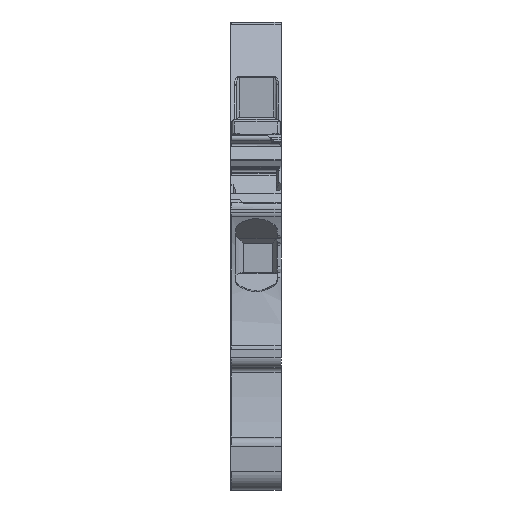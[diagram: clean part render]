
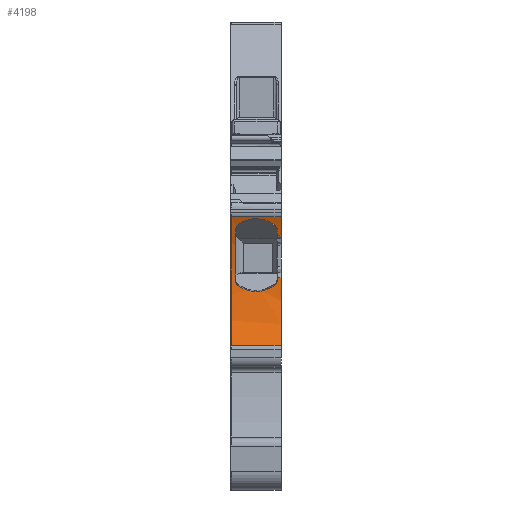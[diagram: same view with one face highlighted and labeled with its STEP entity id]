
A CAD part, front view. The second image highlights one B-rep face of the part: STEP entity #4198.
In plain terms, the highlighted cylindrical face has radius 15.97 mm (diameter 31.939 mm), a partial arc.
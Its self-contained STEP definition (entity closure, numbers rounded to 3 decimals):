
#4065=AXIS2_PLACEMENT_3D('Cylinder Axis2P3D',#4062,#4063,#4064) ;
#4069=AXIS2_PLACEMENT_3D('Circle Axis2P3D',#4067,#4068,$) ;
#4083=AXIS2_PLACEMENT_3D('Circle Axis2P3D',#4081,#4082,$) ;
#4097=AXIS2_PLACEMENT_3D('Circle Axis2P3D',#4095,#4096,$) ;
#4130=AXIS2_PLACEMENT_3D('Circle Axis2P3D',#4128,#4129,$) ;
#4163=AXIS2_PLACEMENT_3D('Circle Axis2P3D',#4161,#4162,$) ;
#4177=AXIS2_PLACEMENT_3D('Circle Axis2P3D',#4175,#4176,$) ;
#4036=CARTESIAN_POINT('Line Origine',(2.55,1.617,27.772)) ;
#4040=CARTESIAN_POINT('Vertex',(0.05,1.617,27.772)) ;
#4042=CARTESIAN_POINT('Vertex',(5.1,1.617,27.772)) ;
#4062=CARTESIAN_POINT('Axis2P3D Location',(2.55,-12.941,21.207)) ;
#4067=CARTESIAN_POINT('Axis2P3D Location',(0.05,-12.941,21.207)) ;
#4071=CARTESIAN_POINT('Vertex',(0.05,1.617,14.643)) ;
#4074=CARTESIAN_POINT('Line Origine',(2.55,1.617,14.643)) ;
#4078=CARTESIAN_POINT('Vertex',(5.1,1.617,14.643)) ;
#4081=CARTESIAN_POINT('Axis2P3D Location',(5.1,-12.941,21.207)) ;
#4085=CARTESIAN_POINT('Vertex',(5.1,3.025,21.559)) ;
#4088=CARTESIAN_POINT('Line Origine',(2.55,3.025,21.559)) ;
#4092=CARTESIAN_POINT('Vertex',(4.7,3.025,21.559)) ;
#4095=CARTESIAN_POINT('Axis2P3D Location',(4.7,-12.941,21.207)) ;
#4099=CARTESIAN_POINT('Vertex',(4.7,3.028,21.276)) ;
#4103=CARTESIAN_POINT('Control Point',(4.528,3.026,20.899)) ;
#4104=CARTESIAN_POINT('Control Point',(4.636,3.027,20.993)) ;
#4105=CARTESIAN_POINT('Control Point',(4.7,3.029,21.134)) ;
#4106=CARTESIAN_POINT('Control Point',(4.7,3.028,21.276)) ;
#4107=CARTESIAN_POINT('Vertex',(4.528,3.026,20.899)) ;
#4111=CARTESIAN_POINT('Control Point',(0.689,3.024,20.814)) ;
#4112=CARTESIAN_POINT('Control Point',(1.341,3.011,20.295)) ;
#4113=CARTESIAN_POINT('Control Point',(2.173,2.981,20.001)) ;
#4114=CARTESIAN_POINT('Control Point',(3.082,2.983,20.021)) ;
#4115=CARTESIAN_POINT('Control Point',(3.9,3.015,20.351)) ;
#4116=CARTESIAN_POINT('Control Point',(4.528,3.026,20.899)) ;
#4117=CARTESIAN_POINT('Vertex',(0.689,3.024,20.814)) ;
#4121=CARTESIAN_POINT('Control Point',(0.689,3.024,20.814)) ;
#4122=CARTESIAN_POINT('Control Point',(0.571,3.026,20.908)) ;
#4123=CARTESIAN_POINT('Control Point',(0.5,3.029,21.056)) ;
#4124=CARTESIAN_POINT('Control Point',(0.5,3.029,21.206)) ;
#4125=CARTESIAN_POINT('Vertex',(0.5,3.029,21.206)) ;
#4128=CARTESIAN_POINT('Axis2P3D Location',(0.5,-12.941,21.207)) ;
#4132=CARTESIAN_POINT('Vertex',(0.5,2.119,26.519)) ;
#4136=CARTESIAN_POINT('Control Point',(0.688,1.975,26.911)) ;
#4137=CARTESIAN_POINT('Control Point',(0.569,2.012,26.815)) ;
#4138=CARTESIAN_POINT('Control Point',(0.5,2.067,26.668)) ;
#4139=CARTESIAN_POINT('Control Point',(0.5,2.119,26.519)) ;
#4140=CARTESIAN_POINT('Vertex',(0.688,1.975,26.911)) ;
#4144=CARTESIAN_POINT('Control Point',(0.688,1.975,26.911)) ;
#4145=CARTESIAN_POINT('Control Point',(1.33,1.78,27.422)) ;
#4146=CARTESIAN_POINT('Control Point',(2.155,1.634,27.729)) ;
#4147=CARTESIAN_POINT('Control Point',(3.105,1.646,27.706)) ;
#4148=CARTESIAN_POINT('Control Point',(3.911,1.805,27.364)) ;
#4149=CARTESIAN_POINT('Control Point',(4.528,2.008,26.826)) ;
#4150=CARTESIAN_POINT('Vertex',(4.528,2.008,26.826)) ;
#4154=CARTESIAN_POINT('Control Point',(4.528,2.008,26.826)) ;
#4155=CARTESIAN_POINT('Control Point',(4.638,2.043,26.73)) ;
#4156=CARTESIAN_POINT('Control Point',(4.7,2.095,26.59)) ;
#4157=CARTESIAN_POINT('Control Point',(4.7,2.144,26.449)) ;
#4158=CARTESIAN_POINT('Vertex',(4.7,2.144,26.449)) ;
#4161=CARTESIAN_POINT('Axis2P3D Location',(4.7,-12.941,21.207)) ;
#4165=CARTESIAN_POINT('Vertex',(4.7,2.326,25.891)) ;
#4168=CARTESIAN_POINT('Line Origine',(2.55,2.326,25.891)) ;
#4172=CARTESIAN_POINT('Vertex',(5.1,2.326,25.891)) ;
#4175=CARTESIAN_POINT('Axis2P3D Location',(5.1,-12.941,21.207)) ;
#4037=DIRECTION('Vector Direction',(1.,0.,0.)) ;
#4063=DIRECTION('Axis2P3D Direction',(1.,0.,0.)) ;
#4064=DIRECTION('Axis2P3D XDirection',(0.,0.912,-0.411)) ;
#4068=DIRECTION('Axis2P3D Direction',(1.,0.,0.)) ;
#4075=DIRECTION('Vector Direction',(1.,0.,0.)) ;
#4082=DIRECTION('Axis2P3D Direction',(1.,0.,0.)) ;
#4089=DIRECTION('Vector Direction',(1.,0.,0.)) ;
#4096=DIRECTION('Axis2P3D Direction',(1.,0.,0.)) ;
#4129=DIRECTION('Axis2P3D Direction',(1.,0.,0.)) ;
#4162=DIRECTION('Axis2P3D Direction',(1.,0.,0.)) ;
#4169=DIRECTION('Vector Direction',(1.,0.,0.)) ;
#4176=DIRECTION('Axis2P3D Direction',(1.,0.,0.)) ;
#4038=VECTOR('Line Direction',#4037,1.) ;
#4076=VECTOR('Line Direction',#4075,1.) ;
#4090=VECTOR('Line Direction',#4089,1.) ;
#4170=VECTOR('Line Direction',#4169,1.) ;
#4181=ORIENTED_EDGE('',*,*,#4073,.F.) ;
#4182=ORIENTED_EDGE('',*,*,#4080,.T.) ;
#4183=ORIENTED_EDGE('',*,*,#4087,.T.) ;
#4184=ORIENTED_EDGE('',*,*,#4094,.F.) ;
#4185=ORIENTED_EDGE('',*,*,#4101,.F.) ;
#4186=ORIENTED_EDGE('',*,*,#4109,.F.) ;
#4187=ORIENTED_EDGE('',*,*,#4119,.F.) ;
#4188=ORIENTED_EDGE('',*,*,#4127,.T.) ;
#4189=ORIENTED_EDGE('',*,*,#4134,.T.) ;
#4190=ORIENTED_EDGE('',*,*,#4142,.F.) ;
#4191=ORIENTED_EDGE('',*,*,#4152,.T.) ;
#4192=ORIENTED_EDGE('',*,*,#4160,.T.) ;
#4193=ORIENTED_EDGE('',*,*,#4167,.F.) ;
#4194=ORIENTED_EDGE('',*,*,#4174,.T.) ;
#4195=ORIENTED_EDGE('',*,*,#4179,.T.) ;
#4196=ORIENTED_EDGE('',*,*,#4044,.F.) ;
#4198=ADVANCED_FACE('75324_MLD_ALDT_2-5_3C',(#4197),#4066,.F.) ;
#4102=B_SPLINE_CURVE_WITH_KNOTS('',3,(#4103,#4104,#4105,#4106),.UNSPECIFIED.,.F.,.U.,(4,4),(0.,0.604),.UNSPECIFIED.) ;
#4110=B_SPLINE_CURVE_WITH_KNOTS('',5,(#4111,#4112,#4113,#4114,#4115,#4116),.UNSPECIFIED.,.F.,.U.,(6,6),(0.,5.896),.UNSPECIFIED.) ;
#4120=B_SPLINE_CURVE_WITH_KNOTS('',3,(#4121,#4122,#4123,#4124),.UNSPECIFIED.,.F.,.U.,(4,4),(0.,0.635),.UNSPECIFIED.) ;
#4135=B_SPLINE_CURVE_WITH_KNOTS('',3,(#4136,#4137,#4138,#4139),.UNSPECIFIED.,.F.,.U.,(4,4),(0.,0.667),.UNSPECIFIED.) ;
#4143=B_SPLINE_CURVE_WITH_KNOTS('',5,(#4144,#4145,#4146,#4147,#4148,#4149),.UNSPECIFIED.,.F.,.U.,(6,6),(0.,5.963),.UNSPECIFIED.) ;
#4153=B_SPLINE_CURVE_WITH_KNOTS('',3,(#4154,#4155,#4156,#4157),.UNSPECIFIED.,.F.,.U.,(4,4),(0.,0.634),.UNSPECIFIED.) ;
#4070=CIRCLE('generated circle',#4069,15.969) ;
#4084=CIRCLE('generated circle',#4083,15.969) ;
#4098=CIRCLE('generated circle',#4097,15.969) ;
#4131=CIRCLE('generated circle',#4130,15.969) ;
#4164=CIRCLE('generated circle',#4163,15.969) ;
#4178=CIRCLE('generated circle',#4177,15.969) ;
#4066=CYLINDRICAL_SURFACE('generated cylinder',#4065,15.969) ;
#4044=EDGE_CURVE('',#4041,#4043,#4039,.T.) ;
#4073=EDGE_CURVE('',#4072,#4041,#4070,.T.) ;
#4080=EDGE_CURVE('',#4072,#4079,#4077,.T.) ;
#4087=EDGE_CURVE('',#4079,#4086,#4084,.T.) ;
#4094=EDGE_CURVE('',#4093,#4086,#4091,.T.) ;
#4101=EDGE_CURVE('',#4100,#4093,#4098,.T.) ;
#4109=EDGE_CURVE('',#4108,#4100,#4102,.T.) ;
#4119=EDGE_CURVE('',#4118,#4108,#4110,.T.) ;
#4127=EDGE_CURVE('',#4118,#4126,#4120,.T.) ;
#4134=EDGE_CURVE('',#4126,#4133,#4131,.T.) ;
#4142=EDGE_CURVE('',#4141,#4133,#4135,.T.) ;
#4152=EDGE_CURVE('',#4141,#4151,#4143,.T.) ;
#4160=EDGE_CURVE('',#4151,#4159,#4153,.T.) ;
#4167=EDGE_CURVE('',#4166,#4159,#4164,.T.) ;
#4174=EDGE_CURVE('',#4166,#4173,#4171,.T.) ;
#4179=EDGE_CURVE('',#4173,#4043,#4178,.T.) ;
#4180=EDGE_LOOP('',(#4181,#4182,#4183,#4184,#4185,#4186,#4187,#4188,#4189,#4190,#4191,#4192,#4193,#4194,#4195,#4196)) ;
#4197=FACE_OUTER_BOUND('',#4180,.T.) ;
#4039=LINE('Line',#4036,#4038) ;
#4077=LINE('Line',#4074,#4076) ;
#4091=LINE('Line',#4088,#4090) ;
#4171=LINE('Line',#4168,#4170) ;
#4041=VERTEX_POINT('',#4040) ;
#4043=VERTEX_POINT('',#4042) ;
#4072=VERTEX_POINT('',#4071) ;
#4079=VERTEX_POINT('',#4078) ;
#4086=VERTEX_POINT('',#4085) ;
#4093=VERTEX_POINT('',#4092) ;
#4100=VERTEX_POINT('',#4099) ;
#4108=VERTEX_POINT('',#4107) ;
#4118=VERTEX_POINT('',#4117) ;
#4126=VERTEX_POINT('',#4125) ;
#4133=VERTEX_POINT('',#4132) ;
#4141=VERTEX_POINT('',#4140) ;
#4151=VERTEX_POINT('',#4150) ;
#4159=VERTEX_POINT('',#4158) ;
#4166=VERTEX_POINT('',#4165) ;
#4173=VERTEX_POINT('',#4172) ;
